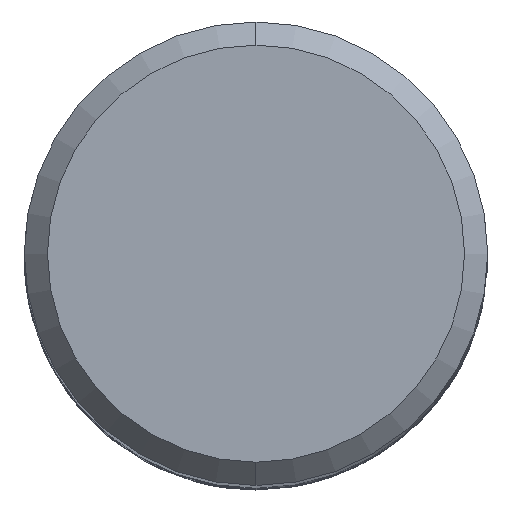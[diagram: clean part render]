
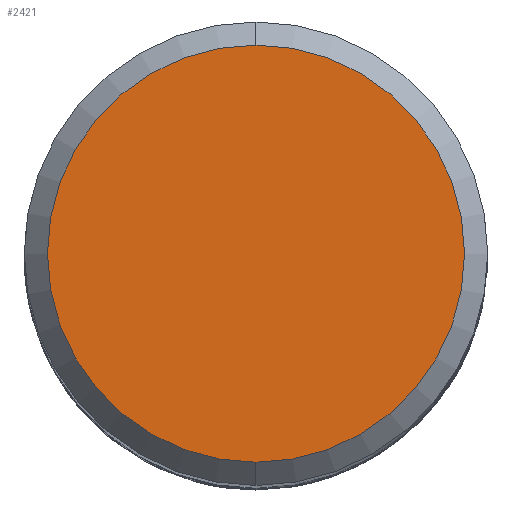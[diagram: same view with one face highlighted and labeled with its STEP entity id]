
A CAD part, top view. The second image highlights one B-rep face of the part: STEP entity #2421.
In plain terms, the highlighted planar face has unit normal (0, 0, 1).
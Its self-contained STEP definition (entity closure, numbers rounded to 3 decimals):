
#1545=VERTEX_POINT('',#3372);
#2267=EDGE_CURVE('',#1545,#2391,#4150,.T.);
#2333=EDGE_CURVE('',#2391,#1545,#4223,.T.);
#2391=VERTEX_POINT('',#4286);
#2421=ADVANCED_FACE('',(#4319),#4320,.T.);
#3372=CARTESIAN_POINT('',(0.0,7.2,0.0));
#4150=CIRCLE('',#18120,7.2);
#4223=CIRCLE('',#18495,7.2);
#4286=CARTESIAN_POINT('',(0.,-7.2,0.0));
#4319=FACE_OUTER_BOUND('',#19506,.T.);
#4320=PLANE('',#19507);
#18120=AXIS2_PLACEMENT_3D('',#24241,#24242,#24243);
#18495=AXIS2_PLACEMENT_3D('',#24340,#24341,#24342);
#19506=EDGE_LOOP('',(#24436,#24437));
#19507=AXIS2_PLACEMENT_3D('',#24438,#24439,#24440);
#24241=CARTESIAN_POINT('',(0.0,0.0,0.0));
#24242=DIRECTION('',(0.0,0.0,-1.0));
#24243=DIRECTION('',(0.0,1.0,0.0));
#24340=CARTESIAN_POINT('',(0.0,0.0,0.0));
#24341=DIRECTION('',(0.0,0.0,-1.0));
#24342=DIRECTION('',(0.0,1.0,0.0));
#24436=ORIENTED_EDGE('',*,*,#2267,.F.);
#24437=ORIENTED_EDGE('',*,*,#2333,.F.);
#24438=CARTESIAN_POINT('',(0.0,3.6,0.0));
#24439=DIRECTION('',(-0.0,0.0,1.0));
#24440=DIRECTION('',(0.0,-1.0,0.0));
